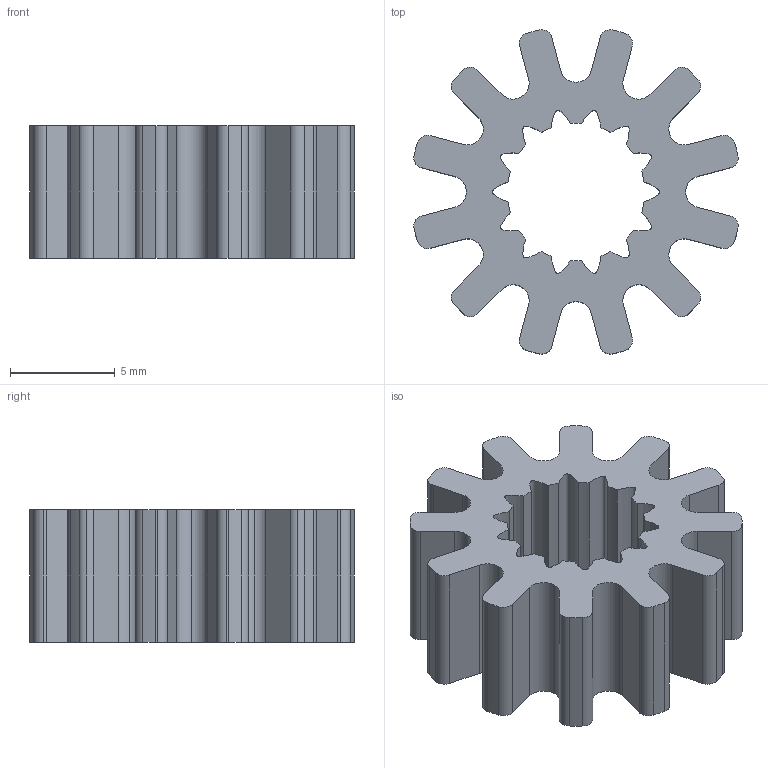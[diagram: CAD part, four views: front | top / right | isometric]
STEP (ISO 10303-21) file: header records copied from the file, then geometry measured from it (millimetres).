
FILE_DESCRIPTION (( 'STEP AP214' ), '1' );
FILE_NAME ('217-8162-001 Rev1.STEP', '2021-04-13T20:22:12', ( '' ), ( '' ), 'SwSTEP 2.0', 'SolidWorks 2019', '' );
FILE_SCHEMA (( 'AUTOMOTIVE_DESIGN' ));
Length unit declared in the file: millimetre
Products named in the file (1): 217-8162-001 Rev1
Bounding box: 15.51 x 15.51 x 6.35 mm (x, y, z)
Volume: 630.4 mm3; surface area: 969.5 mm2
Topology: 1 solids, 1 shells, 113 faces, 333 edges, 222 vertices
Faces by surface type: cylinder 73, plane 26, bspline 14
Entity records: 5523 total; most frequent: CARTESIAN_POINT 2419, ORIENTED_EDGE 666, DIRECTION 651, EDGE_CURVE 333, AXIS2_PLACEMENT_3D 246, VERTEX_POINT 222, LINE 159, VECTOR 159
